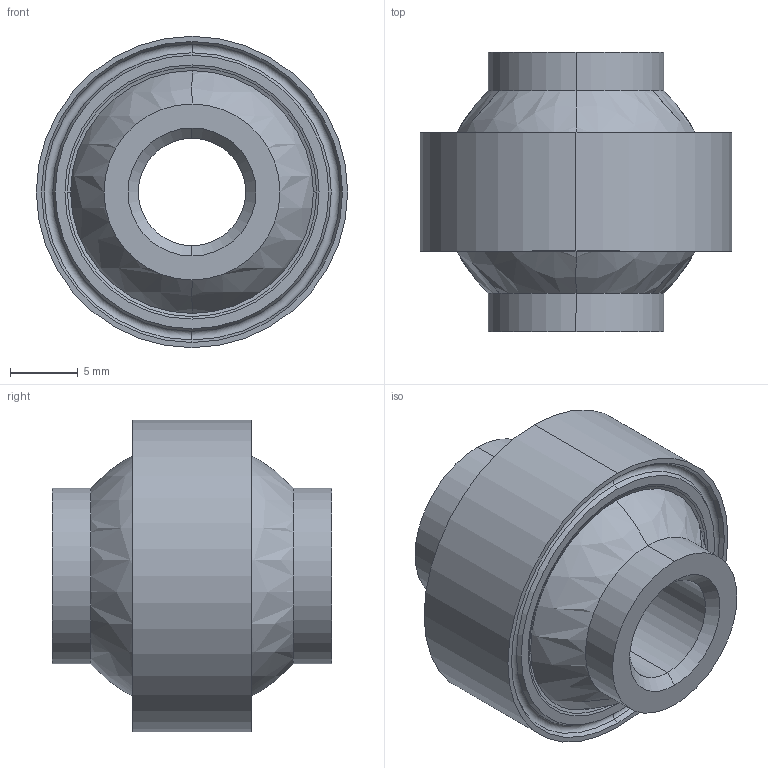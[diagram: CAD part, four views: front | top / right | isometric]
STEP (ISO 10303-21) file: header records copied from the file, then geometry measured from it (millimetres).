
FILE_DESCRIPTION(('starvars output'),'2;1');
FILE_NAME('cv20211201191057000015766.stp','19:10:57 2021/12/01',( 'Thomas Industrial Network Germany GmbH'),( 'Thomas Industrial Network Germany GmbH'),'unknown preprocess','ACIS' ,'unknown authorization');
FILE_SCHEMA(('AUTOMOTIVE_DESIGN_CC2 {UNKNOWN IMPLEMENTATION LEVEL}'));
Length unit declared in the file: millimetre
Products named in the file (2): PRODUCT_ID_1; PRODUCT_ID_2
Bounding box: 23.01 x 20.65 x 23.01 mm (x, y, z)
Volume: 4526.7 mm3; surface area: 3383.3 mm2
Topology: 2 solids, 2 shells, 46 faces, 102 edges, 58 vertices
Faces by surface type: cone 20, cylinder 8, plane 6, bspline 6, torus 4, sphere 2
Entity records: 1648 total; most frequent: CARTESIAN_POINT 272, ORIENTED_EDGE 196, DIRECTION 148, EDGE_CURVE 98, AXIS2_PLACEMENT_3D 60, VERTEX_POINT 58, EDGE_LOOP 52, FACE_BOUND 52
